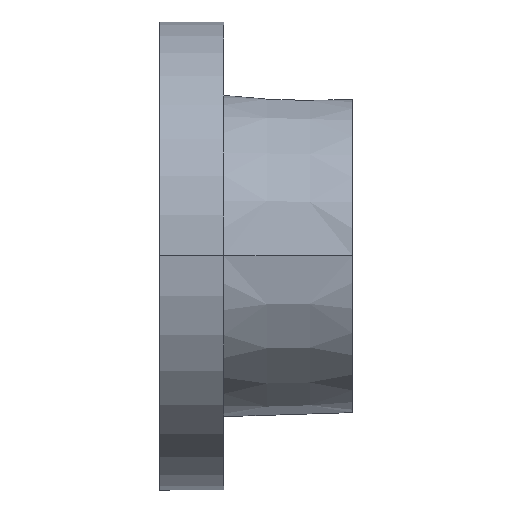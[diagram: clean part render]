
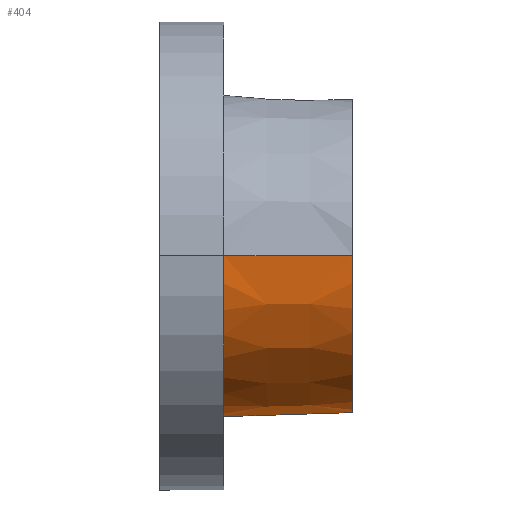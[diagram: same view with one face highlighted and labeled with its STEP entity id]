
A CAD part, top view. The second image highlights one B-rep face of the part: STEP entity #404.
In plain terms, the highlighted conical face has half-angle 1.79 degrees and reference radius 27.781 mm.
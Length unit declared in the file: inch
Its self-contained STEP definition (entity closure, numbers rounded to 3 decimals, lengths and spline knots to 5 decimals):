
#41 = CIRCLE ( 'NONE', #814, 1.09375 ) ;
#70 = VERTEX_POINT ( 'NONE', #362 ) ;
#77 = CIRCLE ( 'NONE', #433, 1.0664 ) ;
#95 = CARTESIAN_POINT ( 'NONE',  ( 0.875, -1.06618, 0.01861 ) ) ;
#141 = CARTESIAN_POINT ( 'NONE',  ( 0., 0., -0.00327 ) ) ;
#149 = ORIENTED_EDGE ( 'NONE', *, *, #364, .F. ) ;
#160 = CARTESIAN_POINT ( 'NONE',  ( 0.875, 0., -0.00327 ) ) ;
#218 = VECTOR ( 'NONE', #944, 39.37008 ) ;
#222 = DIRECTION ( 'NONE',  ( 0., 0., -1. ) ) ;
#229 = CARTESIAN_POINT ( 'NONE',  ( 0., 0., 1.09048 ) ) ;
#245 = DIRECTION ( 'NONE',  ( 0., 0., -1. ) ) ;
#268 = CARTESIAN_POINT ( 'NONE',  ( 0., 0., 1.09048 ) ) ;
#344 = DIRECTION ( 'NONE',  ( -1., 0., 0. ) ) ;
#362 = CARTESIAN_POINT ( 'NONE',  ( 0., -1.09352, 0.01909 ) ) ;
#364 = EDGE_CURVE ( 'NONE', #901, #70, #654, .T. ) ;
#366 = ORIENTED_EDGE ( 'NONE', *, *, #779, .F. ) ;
#367 = EDGE_LOOP ( 'NONE', ( #366, #767, #911, #149 ) ) ;
#374 = CONICAL_SURFACE ( 'NONE', #788, 1.09375, 0.031 ) ;
#404 = ADVANCED_FACE ( 'NONE', ( #677 ), #374, .T. ) ;
#424 = CARTESIAN_POINT ( 'NONE',  ( 0.29167, -1.08441, 0.01893 ) ) ;
#433 = AXIS2_PLACEMENT_3D ( 'NONE', #160, #703, #245 ) ;
#464 = VERTEX_POINT ( 'NONE', #268 ) ;
#562 = DIRECTION ( 'NONE',  ( 0., 0., -1. ) ) ;
#610 = EDGE_CURVE ( 'NONE', #464, #70, #41, .T. ) ;
#636 = CARTESIAN_POINT ( 'NONE',  ( 0.875, -1.06618, 0.01861 ) ) ;
#654 = B_SPLINE_CURVE_WITH_KNOTS ( 'NONE', 3,
 ( #636, #810, #424, #972 ),
 .UNSPECIFIED., .F., .F.,
 ( 4, 4 ),
 ( 0., 0.02224 ),
 .UNSPECIFIED. ) ;
#665 = EDGE_CURVE ( 'NONE', #885, #464, #827, .T. ) ;
#677 = FACE_OUTER_BOUND ( 'NONE', #367, .T. ) ;
#685 = DIRECTION ( 'NONE',  ( 1., 0., 0. ) ) ;
#703 = DIRECTION ( 'NONE',  ( 1., 0., 0. ) ) ;
#767 = ORIENTED_EDGE ( 'NONE', *, *, #665, .T. ) ;
#779 = EDGE_CURVE ( 'NONE', #885, #901, #77, .T. ) ;
#788 = AXIS2_PLACEMENT_3D ( 'NONE', #893, #344, #562 ) ;
#810 = CARTESIAN_POINT ( 'NONE',  ( 0.58333, -1.07529, 0.01877 ) ) ;
#814 = AXIS2_PLACEMENT_3D ( 'NONE', #141, #685, #222 ) ;
#827 = LINE ( 'NONE', #229, #218 ) ;
#885 = VERTEX_POINT ( 'NONE', #970 ) ;
#893 = CARTESIAN_POINT ( 'NONE',  ( 0., 0., -0.00327 ) ) ;
#901 = VERTEX_POINT ( 'NONE', #95 ) ;
#911 = ORIENTED_EDGE ( 'NONE', *, *, #610, .T. ) ;
#944 = DIRECTION ( 'NONE',  ( -1., 0., 0.031 ) ) ;
#970 = CARTESIAN_POINT ( 'NONE',  ( 0.875, 0., 1.06313 ) ) ;
#972 = CARTESIAN_POINT ( 'NONE',  ( 0., -1.09352, 0.01909 ) ) ;
